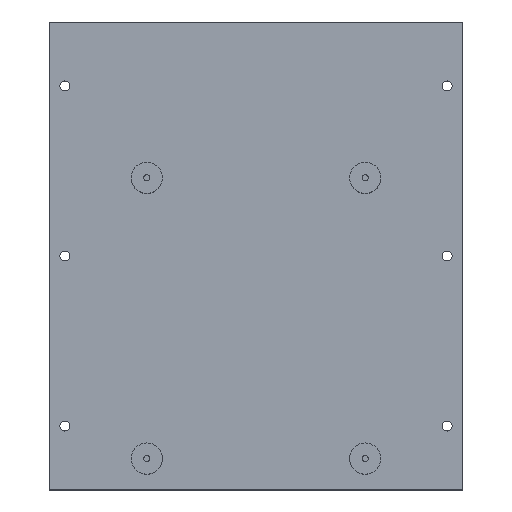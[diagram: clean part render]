
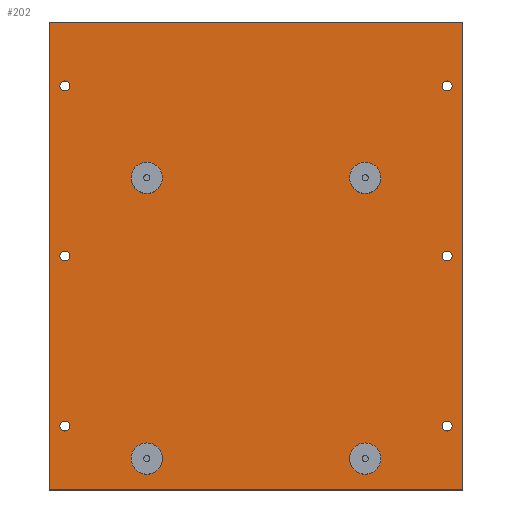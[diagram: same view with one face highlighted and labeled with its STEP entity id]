
A CAD part, top view. The second image highlights one B-rep face of the part: STEP entity #202.
In plain terms, the highlighted planar face has unit normal (0, 0, 1).
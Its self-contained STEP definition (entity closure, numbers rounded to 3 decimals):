
#24 = VERTEX_POINT('',#25);
#25 = CARTESIAN_POINT('',(0.,0.,3.));
#31 = EDGE_CURVE('',#24,#32,#34,.T.);
#32 = VERTEX_POINT('',#33);
#33 = CARTESIAN_POINT('',(132.5,0.,3.));
#34 = LINE('',#35,#36);
#35 = CARTESIAN_POINT('',(0.,0.,3.));
#36 = VECTOR('',#37,1.);
#37 = DIRECTION('',(1.,0.,0.));
#64 = VERTEX_POINT('',#65);
#65 = CARTESIAN_POINT('',(0.,-150.,3.));
#71 = EDGE_CURVE('',#64,#24,#72,.T.);
#72 = LINE('',#73,#74);
#73 = CARTESIAN_POINT('',(0.,-150.,3.));
#74 = VECTOR('',#75,1.);
#75 = DIRECTION('',(0.,1.,0.));
#93 = EDGE_CURVE('',#32,#94,#96,.T.);
#94 = VERTEX_POINT('',#95);
#95 = CARTESIAN_POINT('',(132.5,-150.,3.));
#96 = LINE('',#97,#98);
#97 = CARTESIAN_POINT('',(132.5,0.,3.));
#98 = VECTOR('',#99,1.);
#99 = DIRECTION('',(0.,-1.,0.));
#202 = ADVANCED_FACE('',(#203,#214,#225,#236,#247,#258,#269,#280,#291,
    #302,#313),#324,.T.);
#203 = FACE_BOUND('',#204,.T.);
#204 = EDGE_LOOP('',(#205,#206,#207,#213));
#205 = ORIENTED_EDGE('',*,*,#31,.F.);
#206 = ORIENTED_EDGE('',*,*,#71,.F.);
#207 = ORIENTED_EDGE('',*,*,#208,.F.);
#208 = EDGE_CURVE('',#94,#64,#209,.T.);
#209 = LINE('',#210,#211);
#210 = CARTESIAN_POINT('',(132.5,-150.,3.));
#211 = VECTOR('',#212,1.);
#212 = DIRECTION('',(-1.,0.,0.));
#213 = ORIENTED_EDGE('',*,*,#93,.F.);
#214 = FACE_BOUND('',#215,.T.);
#215 = EDGE_LOOP('',(#216));
#216 = ORIENTED_EDGE('',*,*,#217,.F.);
#217 = EDGE_CURVE('',#218,#218,#220,.T.);
#218 = VERTEX_POINT('',#219);
#219 = CARTESIAN_POINT('',(6.6,-129.5,3.));
#220 = CIRCLE('',#221,1.6);
#221 = AXIS2_PLACEMENT_3D('',#222,#223,#224);
#222 = CARTESIAN_POINT('',(5.,-129.5,3.));
#223 = DIRECTION('',(0.,0.,1.));
#224 = DIRECTION('',(1.,0.,0.));
#225 = FACE_BOUND('',#226,.T.);
#226 = EDGE_LOOP('',(#227));
#227 = ORIENTED_EDGE('',*,*,#228,.F.);
#228 = EDGE_CURVE('',#229,#229,#231,.T.);
#229 = VERTEX_POINT('',#230);
#230 = CARTESIAN_POINT('',(36.25,-140.,3.));
#231 = CIRCLE('',#232,5.);
#232 = AXIS2_PLACEMENT_3D('',#233,#234,#235);
#233 = CARTESIAN_POINT('',(31.25,-140.,3.));
#234 = DIRECTION('',(0.,0.,1.));
#235 = DIRECTION('',(1.,0.,0.));
#236 = FACE_BOUND('',#237,.T.);
#237 = EDGE_LOOP('',(#238));
#238 = ORIENTED_EDGE('',*,*,#239,.F.);
#239 = EDGE_CURVE('',#240,#240,#242,.T.);
#240 = VERTEX_POINT('',#241);
#241 = CARTESIAN_POINT('',(106.25,-140.,3.));
#242 = CIRCLE('',#243,5.);
#243 = AXIS2_PLACEMENT_3D('',#244,#245,#246);
#244 = CARTESIAN_POINT('',(101.25,-140.,3.));
#245 = DIRECTION('',(0.,0.,1.));
#246 = DIRECTION('',(1.,0.,0.));
#247 = FACE_BOUND('',#248,.T.);
#248 = EDGE_LOOP('',(#249));
#249 = ORIENTED_EDGE('',*,*,#250,.F.);
#250 = EDGE_CURVE('',#251,#251,#253,.T.);
#251 = VERTEX_POINT('',#252);
#252 = CARTESIAN_POINT('',(129.1,-129.5,3.));
#253 = CIRCLE('',#254,1.6);
#254 = AXIS2_PLACEMENT_3D('',#255,#256,#257);
#255 = CARTESIAN_POINT('',(127.5,-129.5,3.));
#256 = DIRECTION('',(0.,0.,1.));
#257 = DIRECTION('',(1.,0.,0.));
#258 = FACE_BOUND('',#259,.T.);
#259 = EDGE_LOOP('',(#260));
#260 = ORIENTED_EDGE('',*,*,#261,.F.);
#261 = EDGE_CURVE('',#262,#262,#264,.T.);
#262 = VERTEX_POINT('',#263);
#263 = CARTESIAN_POINT('',(6.6,-75.,3.));
#264 = CIRCLE('',#265,1.6);
#265 = AXIS2_PLACEMENT_3D('',#266,#267,#268);
#266 = CARTESIAN_POINT('',(5.,-75.,3.));
#267 = DIRECTION('',(0.,0.,1.));
#268 = DIRECTION('',(1.,0.,0.));
#269 = FACE_BOUND('',#270,.T.);
#270 = EDGE_LOOP('',(#271));
#271 = ORIENTED_EDGE('',*,*,#272,.F.);
#272 = EDGE_CURVE('',#273,#273,#275,.T.);
#273 = VERTEX_POINT('',#274);
#274 = CARTESIAN_POINT('',(36.25,-50.,3.));
#275 = CIRCLE('',#276,5.);
#276 = AXIS2_PLACEMENT_3D('',#277,#278,#279);
#277 = CARTESIAN_POINT('',(31.25,-50.,3.));
#278 = DIRECTION('',(0.,0.,1.));
#279 = DIRECTION('',(1.,0.,0.));
#280 = FACE_BOUND('',#281,.T.);
#281 = EDGE_LOOP('',(#282));
#282 = ORIENTED_EDGE('',*,*,#283,.F.);
#283 = EDGE_CURVE('',#284,#284,#286,.T.);
#284 = VERTEX_POINT('',#285);
#285 = CARTESIAN_POINT('',(6.6,-20.5,3.));
#286 = CIRCLE('',#287,1.6);
#287 = AXIS2_PLACEMENT_3D('',#288,#289,#290);
#288 = CARTESIAN_POINT('',(5.,-20.5,3.));
#289 = DIRECTION('',(0.,0.,1.));
#290 = DIRECTION('',(1.,0.,0.));
#291 = FACE_BOUND('',#292,.T.);
#292 = EDGE_LOOP('',(#293));
#293 = ORIENTED_EDGE('',*,*,#294,.F.);
#294 = EDGE_CURVE('',#295,#295,#297,.T.);
#295 = VERTEX_POINT('',#296);
#296 = CARTESIAN_POINT('',(129.1,-75.,3.));
#297 = CIRCLE('',#298,1.6);
#298 = AXIS2_PLACEMENT_3D('',#299,#300,#301);
#299 = CARTESIAN_POINT('',(127.5,-75.,3.));
#300 = DIRECTION('',(0.,0.,1.));
#301 = DIRECTION('',(1.,0.,0.));
#302 = FACE_BOUND('',#303,.T.);
#303 = EDGE_LOOP('',(#304));
#304 = ORIENTED_EDGE('',*,*,#305,.F.);
#305 = EDGE_CURVE('',#306,#306,#308,.T.);
#306 = VERTEX_POINT('',#307);
#307 = CARTESIAN_POINT('',(106.25,-50.,3.));
#308 = CIRCLE('',#309,5.);
#309 = AXIS2_PLACEMENT_3D('',#310,#311,#312);
#310 = CARTESIAN_POINT('',(101.25,-50.,3.));
#311 = DIRECTION('',(0.,0.,1.));
#312 = DIRECTION('',(1.,0.,0.));
#313 = FACE_BOUND('',#314,.T.);
#314 = EDGE_LOOP('',(#315));
#315 = ORIENTED_EDGE('',*,*,#316,.F.);
#316 = EDGE_CURVE('',#317,#317,#319,.T.);
#317 = VERTEX_POINT('',#318);
#318 = CARTESIAN_POINT('',(129.1,-20.5,3.));
#319 = CIRCLE('',#320,1.6);
#320 = AXIS2_PLACEMENT_3D('',#321,#322,#323);
#321 = CARTESIAN_POINT('',(127.5,-20.5,3.));
#322 = DIRECTION('',(0.,0.,1.));
#323 = DIRECTION('',(1.,0.,0.));
#324 = PLANE('',#325);
#325 = AXIS2_PLACEMENT_3D('',#326,#327,#328);
#326 = CARTESIAN_POINT('',(66.25,-75.,3.));
#327 = DIRECTION('',(0.,0.,1.));
#328 = DIRECTION('',(1.,0.,0.));
